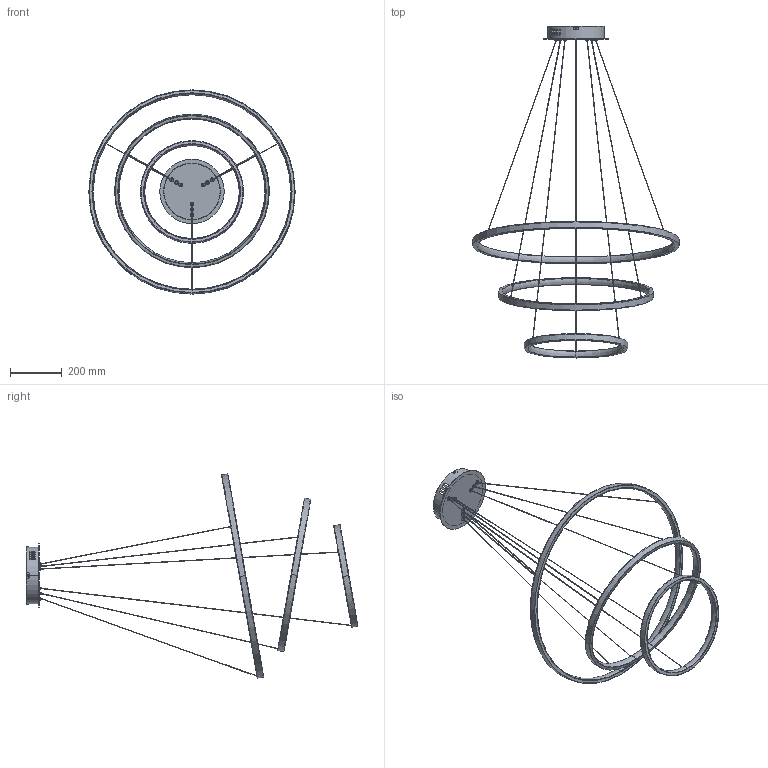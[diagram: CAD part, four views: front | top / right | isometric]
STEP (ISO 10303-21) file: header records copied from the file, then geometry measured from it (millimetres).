
FILE_DESCRIPTION((''),'2;1');
FILE_NAME('XDDD-004_ASM','2023-03-31T00:03:06',('Administrator'),(''),'CREO PARAMETRIC BY PTC INC, 2020053','CREO PARAMETRIC BY PTC INC, 2020053','');
FILE_SCHEMA(('CONFIG_CONTROL_DESIGN'));
Length unit declared in the file: millimetre
Products named in the file (17): XDDD-004-01; XDDD-001-06; TM4X8; XDDD-001-02; XDDD-004-02-800-1; XDDD-004-02-800-2; XDDD-004-02-600-1; XDDD-004-02-600-2; XDDD-004-02-400-1; XDDD-004-02-400-2; XDDD-004-800-1; XDDD-004-800-2; XDDD-004-600-1; XDDD-004-600-2; XDDD-004-400-1; XDDD-004-400-2; XDDD-004_ASM
Assembly tree (31 placements, depth 2):
  XDDD-004_ASM
    XDDD-004-01
    XDDD-001-06  x2
    TM4X8  x4
    XDDD-001-02  x9
    XDDD-004-02-800-1
    XDDD-004-02-800-2
    XDDD-004-02-600-1
    XDDD-004-02-600-2
    XDDD-004-02-400-1
    XDDD-004-02-400-2
    XDDD-004-800-1
    XDDD-004-800-2  x2
    XDDD-004-600-1
    XDDD-004-600-2  x2
    XDDD-004-400-1
    XDDD-004-400-2  x2
Bounding box: 800 x 1286.69 x 792.12 mm (x, y, z)
Volume: 1205772.1 mm3; surface area: 1054580.1 mm2
Topology: 31 solids, 31 shells, 816 faces, 1964 edges, 1236 vertices
Faces by surface type: cylinder 376, plane 240, torus 124, cone 44, bspline 24, sphere 8
Entity records: 14721 total; most frequent: CARTESIAN_POINT 5163, DIRECTION 2035, ORIENTED_EDGE 1852, EDGE_CURVE 926, AXIS2_PLACEMENT_3D 835, VERTEX_POINT 590, EDGE_LOOP 454, CIRCLE 418
